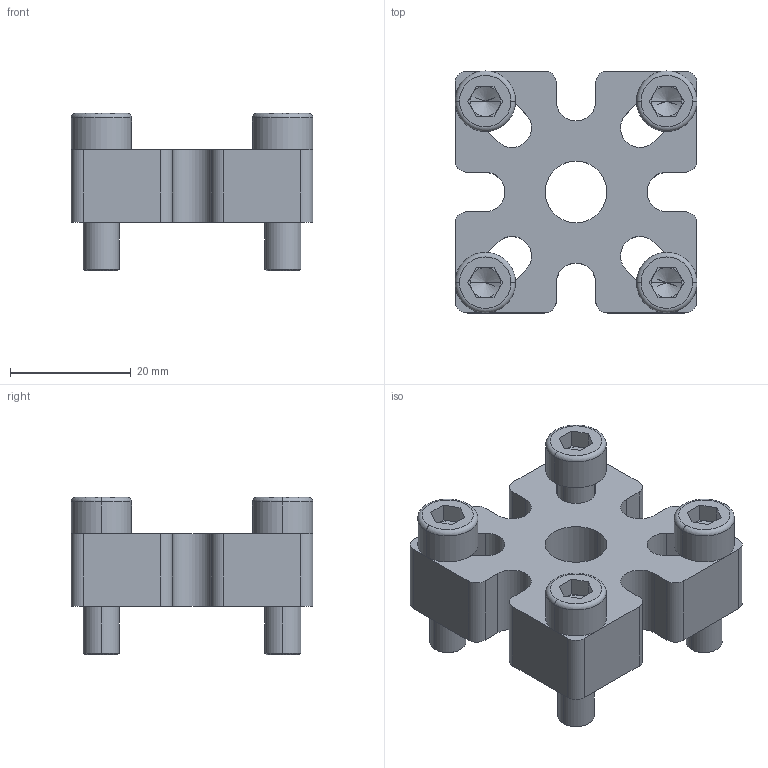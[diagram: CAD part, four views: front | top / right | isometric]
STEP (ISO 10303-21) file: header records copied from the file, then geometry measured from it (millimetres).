
FILE_DESCRIPTION (( 'STEP AP203' ), '1' );
FILE_NAME ('5.32.40.4040.STEP', '2014-06-25T05:39:05', ( 'USER' ), ( 'Microsoft' ), 'SwSTEP 2.0', 'SolidWorks 2012', '' );
FILE_SCHEMA (( 'CONFIG_CONTROL_DESIGN' ));
Length unit declared in the file: millimetre
Products named in the file (1): 5.32.40.4040
Bounding box: 40 x 40 x 26 mm (x, y, z)
Surface area: 9306.7 mm2 (no closed solid volume)
Topology: 0 solids, 9 shells, 153 faces, 389 edges, 242 vertices
Faces by surface type: plane 82, cylinder 47, cone 16, torus 8
Entity records: 4630 total; most frequent: DIRECTION 839, CARTESIAN_POINT 777, ORIENTED_EDGE 746, EDGE_CURVE 381, AXIS2_PLACEMENT_3D 304, VERTEX_POINT 242, VECTOR 231, LINE 231
